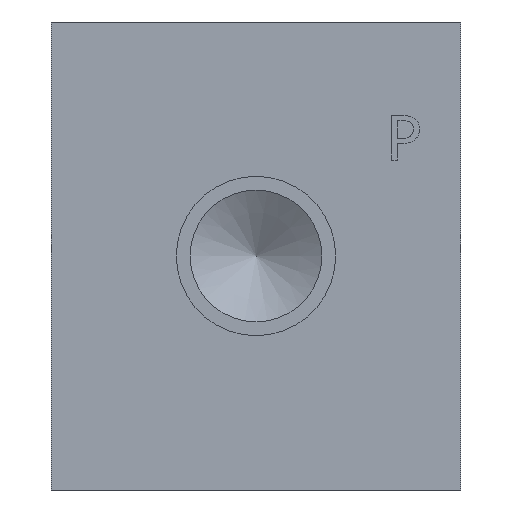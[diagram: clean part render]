
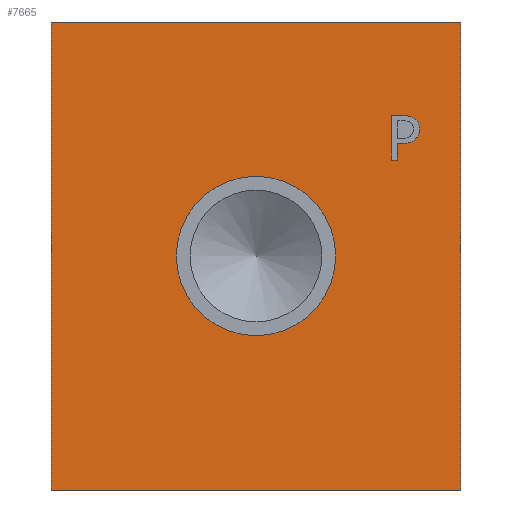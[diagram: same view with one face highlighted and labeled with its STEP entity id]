
A CAD part, front view. The second image highlights one B-rep face of the part: STEP entity #7665.
In plain terms, the highlighted planar face has unit normal (0, -1, 0).
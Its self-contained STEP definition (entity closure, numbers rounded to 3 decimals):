
#64=CIRCLE('',#7968,8.649);
#65=CIRCLE('',#7969,8.649);
#157=FACE_BOUND('',#1198,.T.);
#158=FACE_BOUND('',#1199,.T.);
#428=PLANE('',#7967);
#782=FACE_OUTER_BOUND('',#1197,.T.);
#1197=EDGE_LOOP('',(#6626,#6627,#6628,#6629));
#1198=EDGE_LOOP('',(#6630,#6631));
#1199=EDGE_LOOP('',(#6632,#6633,#6634,#6635,#6636,#6637,#6638,#6639,#6640));
#1577=LINE('',#11630,#2350);
#1995=LINE('',#12724,#2768);
#1998=LINE('',#12730,#2771);
#2001=LINE('',#12736,#2774);
#2004=LINE('',#12742,#2777);
#2007=LINE('',#12748,#2780);
#2011=LINE('',#12790,#2784);
#2012=LINE('',#12792,#2785);
#2013=LINE('',#12793,#2786);
#2350=VECTOR('',#8573,10.);
#2768=VECTOR('',#9297,10.);
#2771=VECTOR('',#9302,10.);
#2774=VECTOR('',#9307,10.);
#2777=VECTOR('',#9312,10.);
#2780=VECTOR('',#9317,10.);
#2784=VECTOR('',#9325,10.);
#2785=VECTOR('',#9326,10.);
#2786=VECTOR('',#9327,10.);
#3004=B_SPLINE_CURVE_WITH_KNOTS('',2,(#12691,#12692,#12693,#12694),
 .UNSPECIFIED.,.F.,.F.,(3,1,3),(0.,1.,2.),.UNSPECIFIED.);
#3006=B_SPLINE_CURVE_WITH_KNOTS('',2,(#12712,#12713,#12714,#12715),
 .UNSPECIFIED.,.F.,.F.,(3,1,3),(0.,1.,2.),.UNSPECIFIED.);
#3008=B_SPLINE_CURVE_WITH_KNOTS('',2,(#12761,#12762,#12763,#12764),
 .UNSPECIFIED.,.F.,.F.,(3,1,3),(0.,1.,2.),.UNSPECIFIED.);
#3010=B_SPLINE_CURVE_WITH_KNOTS('',2,(#12779,#12780,#12781,#12782),
 .UNSPECIFIED.,.F.,.F.,(3,1,3),(0.,1.,2.),.UNSPECIFIED.);
#3328=VERTEX_POINT('',#11623);
#3331=VERTEX_POINT('',#11628);
#3624=VERTEX_POINT('',#12689);
#3625=VERTEX_POINT('',#12690);
#3628=VERTEX_POINT('',#12711);
#3630=VERTEX_POINT('',#12723);
#3632=VERTEX_POINT('',#12729);
#3634=VERTEX_POINT('',#12735);
#3636=VERTEX_POINT('',#12741);
#3638=VERTEX_POINT('',#12747);
#3640=VERTEX_POINT('',#12760);
#3642=VERTEX_POINT('',#12789);
#3643=VERTEX_POINT('',#12791);
#3644=VERTEX_POINT('',#12794);
#3645=VERTEX_POINT('',#12795);
#4199=EDGE_CURVE('',#3328,#3331,#1577,.T.);
#4638=EDGE_CURVE('',#3624,#3625,#3004,.T.);
#4642=EDGE_CURVE('',#3628,#3624,#3006,.T.);
#4645=EDGE_CURVE('',#3630,#3628,#1995,.T.);
#4648=EDGE_CURVE('',#3632,#3630,#1998,.T.);
#4651=EDGE_CURVE('',#3634,#3632,#2001,.T.);
#4654=EDGE_CURVE('',#3636,#3634,#2004,.T.);
#4657=EDGE_CURVE('',#3638,#3636,#2007,.T.);
#4660=EDGE_CURVE('',#3640,#3638,#3008,.T.);
#4663=EDGE_CURVE('',#3625,#3640,#3010,.T.);
#4665=EDGE_CURVE('',#3642,#3328,#2011,.T.);
#4666=EDGE_CURVE('',#3643,#3331,#2012,.T.);
#4667=EDGE_CURVE('',#3642,#3643,#2013,.T.);
#4668=EDGE_CURVE('',#3644,#3645,#64,.T.);
#4669=EDGE_CURVE('',#3645,#3644,#65,.T.);
#6626=ORIENTED_EDGE('',*,*,#4665,.T.);
#6627=ORIENTED_EDGE('',*,*,#4199,.T.);
#6628=ORIENTED_EDGE('',*,*,#4666,.F.);
#6629=ORIENTED_EDGE('',*,*,#4667,.F.);
#6630=ORIENTED_EDGE('',*,*,#4668,.T.);
#6631=ORIENTED_EDGE('',*,*,#4669,.T.);
#6632=ORIENTED_EDGE('',*,*,#4638,.T.);
#6633=ORIENTED_EDGE('',*,*,#4663,.T.);
#6634=ORIENTED_EDGE('',*,*,#4660,.T.);
#6635=ORIENTED_EDGE('',*,*,#4657,.T.);
#6636=ORIENTED_EDGE('',*,*,#4654,.T.);
#6637=ORIENTED_EDGE('',*,*,#4651,.T.);
#6638=ORIENTED_EDGE('',*,*,#4648,.T.);
#6639=ORIENTED_EDGE('',*,*,#4645,.T.);
#6640=ORIENTED_EDGE('',*,*,#4642,.T.);
#7665=ADVANCED_FACE('',(#782,#157,#158),#428,.T.);
#7967=AXIS2_PLACEMENT_3D('',#12788,#9323,#9324);
#7968=AXIS2_PLACEMENT_3D('',#12796,#9328,#9329);
#7969=AXIS2_PLACEMENT_3D('',#12797,#9330,#9331);
#8573=DIRECTION('',(0.,0.,1.));
#9297=DIRECTION('',(1.,0.,0.));
#9302=DIRECTION('',(0.,0.,1.));
#9307=DIRECTION('',(-1.,0.,0.));
#9312=DIRECTION('',(0.,0.,-1.));
#9317=DIRECTION('',(-1.,0.,0.));
#9323=DIRECTION('center_axis',(0.,-1.,0.));
#9324=DIRECTION('ref_axis',(1.,0.,0.));
#9325=DIRECTION('',(1.,0.,0.));
#9326=DIRECTION('',(1.,0.,0.));
#9327=DIRECTION('',(0.,0.,1.));
#9328=DIRECTION('center_axis',(0.,1.,0.));
#9329=DIRECTION('ref_axis',(1.,0.,0.));
#9330=DIRECTION('center_axis',(0.,1.,0.));
#9331=DIRECTION('ref_axis',(1.,0.,0.));
#11623=CARTESIAN_POINT('',(44.45,0.,0.));
#11628=CARTESIAN_POINT('',(44.45,0.,50.8));
#11630=CARTESIAN_POINT('',(44.45,0.,0.));
#12689=CARTESIAN_POINT('',(39.413,0.,40.339));
#12690=CARTESIAN_POINT('',(39.988,0.,39.185));
#12691=CARTESIAN_POINT('Ctrl Pts',(39.413,0.,40.339));
#12692=CARTESIAN_POINT('Ctrl Pts',(39.683,0.,40.155));
#12693=CARTESIAN_POINT('Ctrl Pts',(39.988,0.,39.588));
#12694=CARTESIAN_POINT('Ctrl Pts',(39.988,0.,39.185));
#12711=CARTESIAN_POINT('',(38.15,0.,40.64));
#12712=CARTESIAN_POINT('Ctrl Pts',(38.15,0.,40.64));
#12713=CARTESIAN_POINT('Ctrl Pts',(38.58,0.,40.64));
#12714=CARTESIAN_POINT('Ctrl Pts',(39.183,0.,40.499));
#12715=CARTESIAN_POINT('Ctrl Pts',(39.413,0.,40.339));
#12723=CARTESIAN_POINT('',(36.938,0.,40.64));
#12724=CARTESIAN_POINT('',(18.469,0.,40.64));
#12729=CARTESIAN_POINT('',(36.938,0.,35.814));
#12730=CARTESIAN_POINT('',(36.938,0.,17.907));
#12735=CARTESIAN_POINT('',(37.579,0.,35.814));
#12736=CARTESIAN_POINT('',(18.79,0.,35.814));
#12741=CARTESIAN_POINT('',(37.579,0.,37.613));
#12742=CARTESIAN_POINT('',(37.579,0.,18.806));
#12747=CARTESIAN_POINT('',(38.123,0.,37.613));
#12748=CARTESIAN_POINT('',(19.061,0.,37.613));
#12760=CARTESIAN_POINT('',(39.566,0.,38.114));
#12761=CARTESIAN_POINT('Ctrl Pts',(39.566,0.,38.114));
#12762=CARTESIAN_POINT('Ctrl Pts',(39.316,0.,37.867));
#12763=CARTESIAN_POINT('Ctrl Pts',(38.639,0.,37.613));
#12764=CARTESIAN_POINT('Ctrl Pts',(38.123,0.,37.613));
#12779=CARTESIAN_POINT('Ctrl Pts',(39.988,0.,39.185));
#12780=CARTESIAN_POINT('Ctrl Pts',(39.988,0.,38.872));
#12781=CARTESIAN_POINT('Ctrl Pts',(39.765,0.,38.309));
#12782=CARTESIAN_POINT('Ctrl Pts',(39.566,0.,38.114));
#12788=CARTESIAN_POINT('Origin',(0.,0.,0.));
#12789=CARTESIAN_POINT('',(0.,0.,0.));
#12790=CARTESIAN_POINT('',(0.,0.,0.));
#12791=CARTESIAN_POINT('',(0.,0.,50.8));
#12792=CARTESIAN_POINT('',(0.,0.,50.8));
#12793=CARTESIAN_POINT('',(0.,0.,0.));
#12794=CARTESIAN_POINT('',(30.874,0.,25.4));
#12795=CARTESIAN_POINT('',(13.576,0.,25.4));
#12796=CARTESIAN_POINT('Origin',(22.225,0.,25.4));
#12797=CARTESIAN_POINT('Origin',(22.225,0.,25.4));
